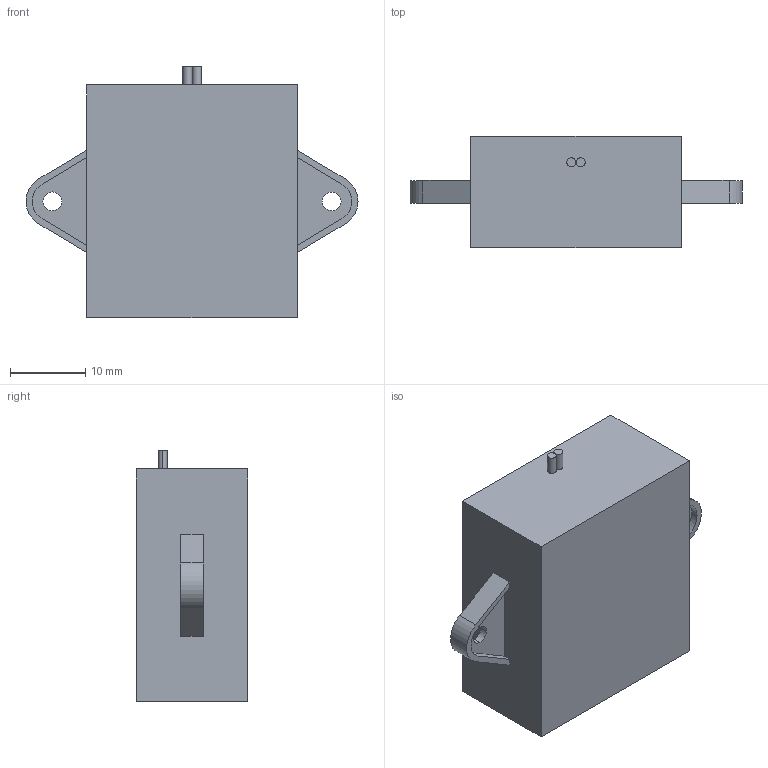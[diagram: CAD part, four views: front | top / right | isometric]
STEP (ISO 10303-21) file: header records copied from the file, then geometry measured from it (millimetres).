
FILE_DESCRIPTION (( 'STEP AP214' ), '1' );
FILE_NAME ('Speaker.STEP', '2024-01-29T01:22:01', ( '' ), ( '' ), 'SwSTEP 2.0', 'SolidWorks 2023', '' );
FILE_SCHEMA (( 'AUTOMOTIVE_DESIGN' ));
Length unit declared in the file: millimetre
Products named in the file (1): Speaker
Bounding box: 44.2 x 14.85 x 33.5 mm (x, y, z)
Volume: 12946 mm3; surface area: 4093.2 mm2
Topology: 1 solids, 1 shells, 56 faces, 138 edges, 91 vertices
Faces by surface type: plane 30, cylinder 16, torus 6, cone 2, sphere 2
Entity records: 1703 total; most frequent: DIRECTION 306, CARTESIAN_POINT 286, ORIENTED_EDGE 276, EDGE_CURVE 138, AXIS2_PLACEMENT_3D 111, VERTEX_POINT 91, VECTOR 84, LINE 84
